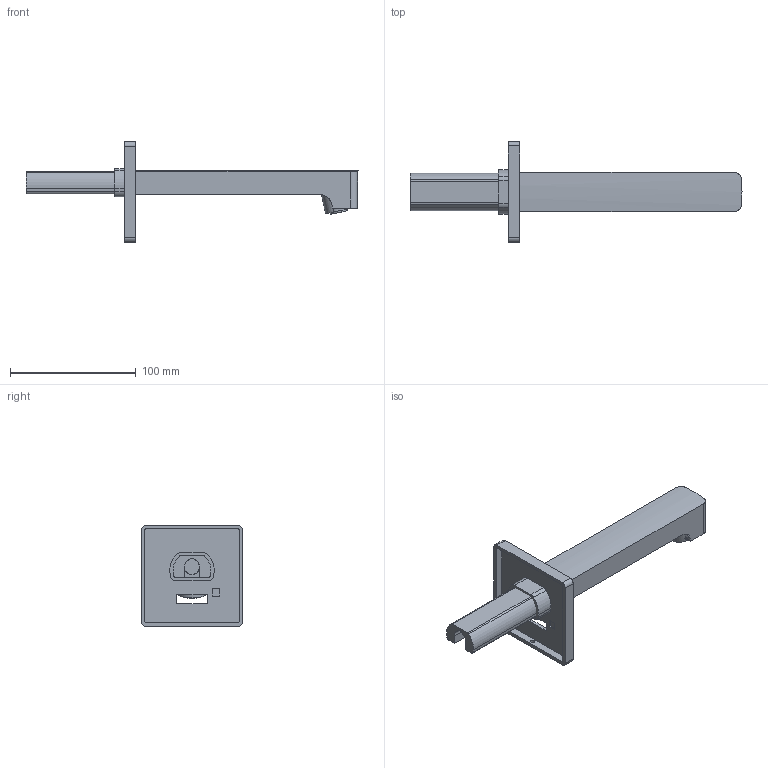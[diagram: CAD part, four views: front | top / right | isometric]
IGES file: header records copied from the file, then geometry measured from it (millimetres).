
Global section: file name: 116271; native system: Autodesk Inventor 2014; preprocessor: unknown; author: seihe2; date: 20170713.092541; units: millimetre
Bounding box: 263.5 x 80 x 80 mm (x, y, z)
Volume: 113557.2 mm3; surface area: 68570.8 mm2
Topology: 7 solids, 7 shells, 699 faces, 1921 edges, 1241 vertices
Faces by surface type: plane 482, cylinder 80, revolution 77, bspline 30, cone 29, sphere 1
